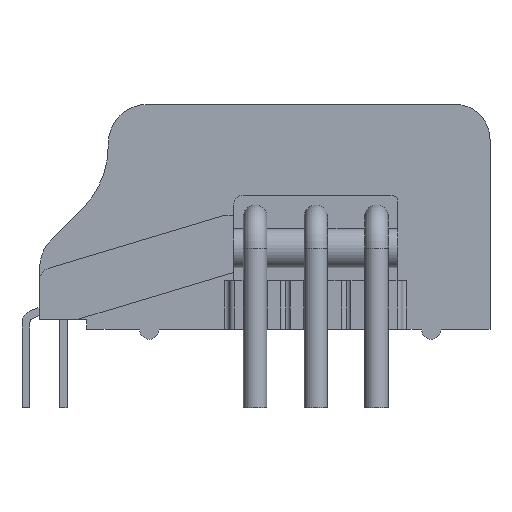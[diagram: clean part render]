
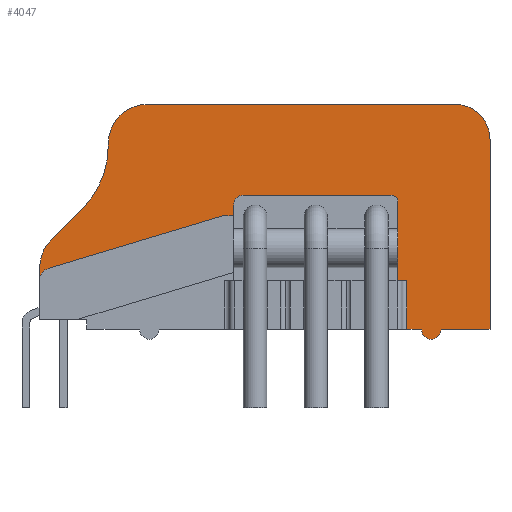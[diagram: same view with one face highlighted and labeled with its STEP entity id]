
A CAD part, front view. The second image highlights one B-rep face of the part: STEP entity #4047.
In plain terms, the highlighted planar face has unit normal (0, -1, 0).
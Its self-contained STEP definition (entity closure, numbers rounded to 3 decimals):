
#2219 = VERTEX_POINT('',#2220);
#2220 = CARTESIAN_POINT('',(-11.,-3.8,3.046));
#3172 = VERTEX_POINT('',#3173);
#3173 = CARTESIAN_POINT('',(12.,-3.8,0.5));
#3179 = EDGE_CURVE('',#3172,#3180,#3182,.T.);
#3180 = VERTEX_POINT('',#3181);
#3181 = CARTESIAN_POINT('',(12.,-3.8,10.2));
#3182 = LINE('',#3183,#3184);
#3183 = CARTESIAN_POINT('',(12.,-3.8,0.5));
#3184 = VECTOR('',#3185,1.);
#3185 = DIRECTION('',(0.,0.,1.));
#3360 = VERTEX_POINT('',#3361);
#3361 = CARTESIAN_POINT('',(-11.,-3.8,3.668));
#3367 = EDGE_CURVE('',#3360,#2219,#3368,.T.);
#3368 = LINE('',#3369,#3370);
#3369 = CARTESIAN_POINT('',(-11.,-3.8,3.668));
#3370 = VECTOR('',#3371,1.);
#3371 = DIRECTION('',(0.,0.,-1.));
#3384 = VERTEX_POINT('',#3385);
#3385 = CARTESIAN_POINT('',(-10.414,-3.8,5.082));
#3391 = EDGE_CURVE('',#3384,#3360,#3392,.T.);
#3392 = CIRCLE('',#3393,2.);
#3393 = AXIS2_PLACEMENT_3D('',#3394,#3395,#3396);
#3394 = CARTESIAN_POINT('',(-9.,-3.8,3.668));
#3395 = DIRECTION('',(0.,-1.,0.));
#3396 = DIRECTION('',(1.,0.,0.));
#3409 = VERTEX_POINT('',#3410);
#3410 = CARTESIAN_POINT('',(-8.818,-3.8,6.678));
#3416 = EDGE_CURVE('',#3409,#3384,#3417,.T.);
#3417 = LINE('',#3418,#3419);
#3418 = CARTESIAN_POINT('',(-8.818,-3.8,6.678));
#3419 = VECTOR('',#3420,1.);
#3420 = DIRECTION('',(-0.707,0.,-0.707));
#3433 = EDGE_CURVE('',#3409,#3434,#3436,.T.);
#3434 = VERTEX_POINT('',#3435);
#3435 = CARTESIAN_POINT('',(-7.5,-3.8,9.86));
#3436 = CIRCLE('',#3437,4.5);
#3437 = AXIS2_PLACEMENT_3D('',#3438,#3439,#3440);
#3438 = CARTESIAN_POINT('',(-12.,-3.8,9.86));
#3439 = DIRECTION('',(0.,-1.,0.));
#3440 = DIRECTION('',(1.,0.,0.));
#3458 = VERTEX_POINT('',#3459);
#3459 = CARTESIAN_POINT('',(-7.5,-3.8,10.));
#3465 = EDGE_CURVE('',#3458,#3434,#3466,.T.);
#3466 = LINE('',#3467,#3468);
#3467 = CARTESIAN_POINT('',(-7.5,-3.8,10.));
#3468 = VECTOR('',#3469,1.);
#3469 = DIRECTION('',(0.,0.,-1.));
#3482 = VERTEX_POINT('',#3483);
#3483 = CARTESIAN_POINT('',(-5.5,-3.8,12.));
#3489 = EDGE_CURVE('',#3482,#3458,#3490,.T.);
#3490 = CIRCLE('',#3491,2.);
#3491 = AXIS2_PLACEMENT_3D('',#3492,#3493,#3494);
#3492 = CARTESIAN_POINT('',(-5.5,-3.8,10.));
#3493 = DIRECTION('',(0.,-1.,0.));
#3494 = DIRECTION('',(1.,0.,0.));
#3507 = VERTEX_POINT('',#3508);
#3508 = CARTESIAN_POINT('',(10.2,-3.8,12.));
#3514 = EDGE_CURVE('',#3507,#3482,#3515,.T.);
#3515 = LINE('',#3516,#3517);
#3516 = CARTESIAN_POINT('',(10.2,-3.8,12.));
#3517 = VECTOR('',#3518,1.);
#3518 = DIRECTION('',(-1.,0.,0.));
#3531 = EDGE_CURVE('',#3180,#3507,#3532,.T.);
#3532 = CIRCLE('',#3533,1.8);
#3533 = AXIS2_PLACEMENT_3D('',#3534,#3535,#3536);
#3534 = CARTESIAN_POINT('',(10.2,-3.8,10.2));
#3535 = DIRECTION('',(0.,-1.,0.));
#3536 = DIRECTION('',(1.,0.,0.));
#3547 = EDGE_CURVE('',#2219,#3548,#3550,.T.);
#3548 = VERTEX_POINT('',#3549);
#3549 = CARTESIAN_POINT('',(-10.573,-3.8,3.62));
#3550 = CIRCLE('',#3551,0.6);
#3551 = AXIS2_PLACEMENT_3D('',#3552,#3553,#3554);
#3552 = CARTESIAN_POINT('',(-10.4,-3.8,3.046));
#3553 = DIRECTION('',(0.,1.,0.));
#3554 = DIRECTION('',(1.,0.,0.));
#3648 = VERTEX_POINT('',#3649);
#3649 = CARTESIAN_POINT('',(-1.1,-3.8,6.31));
#3678 = EDGE_CURVE('',#3648,#3679,#3681,.T.);
#3679 = VERTEX_POINT('',#3680);
#3680 = CARTESIAN_POINT('',(-1.555,-3.8,6.31));
#3681 = LINE('',#3682,#3683);
#3682 = CARTESIAN_POINT('',(-4.959,-3.8,6.31));
#3683 = VECTOR('',#3684,1.);
#3684 = DIRECTION('',(-1.,0.,0.));
#3702 = EDGE_CURVE('',#3703,#3679,#3705,.T.);
#3703 = VERTEX_POINT('',#3704);
#3704 = CARTESIAN_POINT('',(-1.728,-3.8,6.284));
#3705 = CIRCLE('',#3706,0.6);
#3706 = AXIS2_PLACEMENT_3D('',#3707,#3708,#3709);
#3707 = CARTESIAN_POINT('',(-1.555,-3.8,5.71));
#3708 = DIRECTION('',(0.,1.,0.));
#3709 = DIRECTION('',(1.,0.,0.));
#3727 = EDGE_CURVE('',#3703,#3548,#3728,.T.);
#3728 = LINE('',#3729,#3730);
#3729 = CARTESIAN_POINT('',(-4.924,-3.8,5.322));
#3730 = VECTOR('',#3731,1.);
#3731 = DIRECTION('',(-0.957,0.,-0.288));
#4047 = ADVANCED_FACE('',(#4048),#4160,.F.);
#4048 = FACE_BOUND('',#4049,.F.);
#4049 = EDGE_LOOP('',(#4050,#4051,#4052,#4053,#4054,#4055,#4056,#4057,
    #4065,#4074,#4082,#4090,#4098,#4106,#4114,#4122,#4131,#4139,#4148,
    #4154,#4155,#4156,#4157,#4158,#4159));
#4050 = ORIENTED_EDGE('',*,*,#3416,.F.);
#4051 = ORIENTED_EDGE('',*,*,#3433,.T.);
#4052 = ORIENTED_EDGE('',*,*,#3465,.F.);
#4053 = ORIENTED_EDGE('',*,*,#3489,.F.);
#4054 = ORIENTED_EDGE('',*,*,#3514,.F.);
#4055 = ORIENTED_EDGE('',*,*,#3531,.F.);
#4056 = ORIENTED_EDGE('',*,*,#3179,.F.);
#4057 = ORIENTED_EDGE('',*,*,#4058,.F.);
#4058 = EDGE_CURVE('',#4059,#3172,#4061,.T.);
#4059 = VERTEX_POINT('',#4060);
#4060 = CARTESIAN_POINT('',(9.5,-3.8,0.5));
#4061 = LINE('',#4062,#4063);
#4062 = CARTESIAN_POINT('',(9.5,-3.8,0.5));
#4063 = VECTOR('',#4064,1.);
#4064 = DIRECTION('',(1.,0.,0.));
#4065 = ORIENTED_EDGE('',*,*,#4066,.F.);
#4066 = EDGE_CURVE('',#4067,#4059,#4069,.T.);
#4067 = VERTEX_POINT('',#4068);
#4068 = CARTESIAN_POINT('',(8.5,-3.8,0.5));
#4069 = CIRCLE('',#4070,0.5);
#4070 = AXIS2_PLACEMENT_3D('',#4071,#4072,#4073);
#4071 = CARTESIAN_POINT('',(9.,-3.8,0.5));
#4072 = DIRECTION('',(0.,-1.,0.));
#4073 = DIRECTION('',(1.,0.,0.));
#4074 = ORIENTED_EDGE('',*,*,#4075,.F.);
#4075 = EDGE_CURVE('',#4076,#4067,#4078,.T.);
#4076 = VERTEX_POINT('',#4077);
#4077 = CARTESIAN_POINT('',(7.75,-3.8,0.5));
#4078 = LINE('',#4079,#4080);
#4079 = CARTESIAN_POINT('',(-4.9,-3.8,0.5));
#4080 = VECTOR('',#4081,1.);
#4081 = DIRECTION('',(1.,0.,0.));
#4082 = ORIENTED_EDGE('',*,*,#4083,.T.);
#4083 = EDGE_CURVE('',#4076,#4084,#4086,.T.);
#4084 = VERTEX_POINT('',#4085);
#4085 = CARTESIAN_POINT('',(7.75,-3.8,3.));
#4086 = LINE('',#4087,#4088);
#4087 = CARTESIAN_POINT('',(7.75,-3.8,0.5));
#4088 = VECTOR('',#4089,1.);
#4089 = DIRECTION('',(0.,0.,1.));
#4090 = ORIENTED_EDGE('',*,*,#4091,.F.);
#4091 = EDGE_CURVE('',#4092,#4084,#4094,.T.);
#4092 = VERTEX_POINT('',#4093);
#4093 = CARTESIAN_POINT('',(7.3,-3.8,3.));
#4094 = LINE('',#4095,#4096);
#4095 = CARTESIAN_POINT('',(-5.184,-3.8,3.));
#4096 = VECTOR('',#4097,1.);
#4097 = DIRECTION('',(1.,0.,0.));
#4098 = ORIENTED_EDGE('',*,*,#4099,.F.);
#4099 = EDGE_CURVE('',#4100,#4092,#4102,.T.);
#4100 = VERTEX_POINT('',#4101);
#4101 = CARTESIAN_POINT('',(7.3,-3.8,3.784));
#4102 = LINE('',#4103,#4104);
#4103 = CARTESIAN_POINT('',(7.3,-3.8,6.987));
#4104 = VECTOR('',#4105,1.);
#4105 = DIRECTION('',(0.,0.,-1.));
#4106 = ORIENTED_EDGE('',*,*,#4107,.F.);
#4107 = EDGE_CURVE('',#4108,#4100,#4110,.T.);
#4108 = VERTEX_POINT('',#4109);
#4109 = CARTESIAN_POINT('',(7.3,-3.8,5.516));
#4110 = LINE('',#4111,#4112);
#4111 = CARTESIAN_POINT('',(7.3,-3.8,6.987));
#4112 = VECTOR('',#4113,1.);
#4113 = DIRECTION('',(0.,0.,-1.));
#4114 = ORIENTED_EDGE('',*,*,#4115,.F.);
#4115 = EDGE_CURVE('',#4116,#4108,#4118,.T.);
#4116 = VERTEX_POINT('',#4117);
#4117 = CARTESIAN_POINT('',(7.3,-3.8,6.987));
#4118 = LINE('',#4119,#4120);
#4119 = CARTESIAN_POINT('',(7.3,-3.8,6.987));
#4120 = VECTOR('',#4121,1.);
#4121 = DIRECTION('',(0.,0.,-1.));
#4122 = ORIENTED_EDGE('',*,*,#4123,.T.);
#4123 = EDGE_CURVE('',#4116,#4124,#4126,.T.);
#4124 = VERTEX_POINT('',#4125);
#4125 = CARTESIAN_POINT('',(6.937,-3.8,7.35));
#4126 = CIRCLE('',#4127,0.363);
#4127 = AXIS2_PLACEMENT_3D('',#4128,#4129,#4130);
#4128 = CARTESIAN_POINT('',(6.937,-3.8,6.987));
#4129 = DIRECTION('',(0.,-1.,0.));
#4130 = DIRECTION('',(1.,0.,0.));
#4131 = ORIENTED_EDGE('',*,*,#4132,.F.);
#4132 = EDGE_CURVE('',#4133,#4124,#4135,.T.);
#4133 = VERTEX_POINT('',#4134);
#4134 = CARTESIAN_POINT('',(-0.6,-3.8,7.35));
#4135 = LINE('',#4136,#4137);
#4136 = CARTESIAN_POINT('',(-0.6,-3.8,7.35));
#4137 = VECTOR('',#4138,1.);
#4138 = DIRECTION('',(1.,0.,0.));
#4139 = ORIENTED_EDGE('',*,*,#4140,.T.);
#4140 = EDGE_CURVE('',#4133,#4141,#4143,.T.);
#4141 = VERTEX_POINT('',#4142);
#4142 = CARTESIAN_POINT('',(-1.1,-3.8,6.85));
#4143 = CIRCLE('',#4144,0.5);
#4144 = AXIS2_PLACEMENT_3D('',#4145,#4146,#4147);
#4145 = CARTESIAN_POINT('',(-0.6,-3.8,6.85));
#4146 = DIRECTION('',(0.,-1.,0.));
#4147 = DIRECTION('',(1.,0.,0.));
#4148 = ORIENTED_EDGE('',*,*,#4149,.F.);
#4149 = EDGE_CURVE('',#3648,#4141,#4150,.T.);
#4150 = LINE('',#4151,#4152);
#4151 = CARTESIAN_POINT('',(-1.1,-3.8,3.));
#4152 = VECTOR('',#4153,1.);
#4153 = DIRECTION('',(0.,0.,1.));
#4154 = ORIENTED_EDGE('',*,*,#3678,.T.);
#4155 = ORIENTED_EDGE('',*,*,#3702,.F.);
#4156 = ORIENTED_EDGE('',*,*,#3727,.T.);
#4157 = ORIENTED_EDGE('',*,*,#3547,.F.);
#4158 = ORIENTED_EDGE('',*,*,#3367,.F.);
#4159 = ORIENTED_EDGE('',*,*,#3391,.F.);
#4160 = PLANE('',#4161);
#4161 = AXIS2_PLACEMENT_3D('',#4162,#4163,#4164);
#4162 = CARTESIAN_POINT('',(-8.818,-3.8,6.678));
#4163 = DIRECTION('',(0.,1.,0.));
#4164 = DIRECTION('',(0.,0.,1.));
